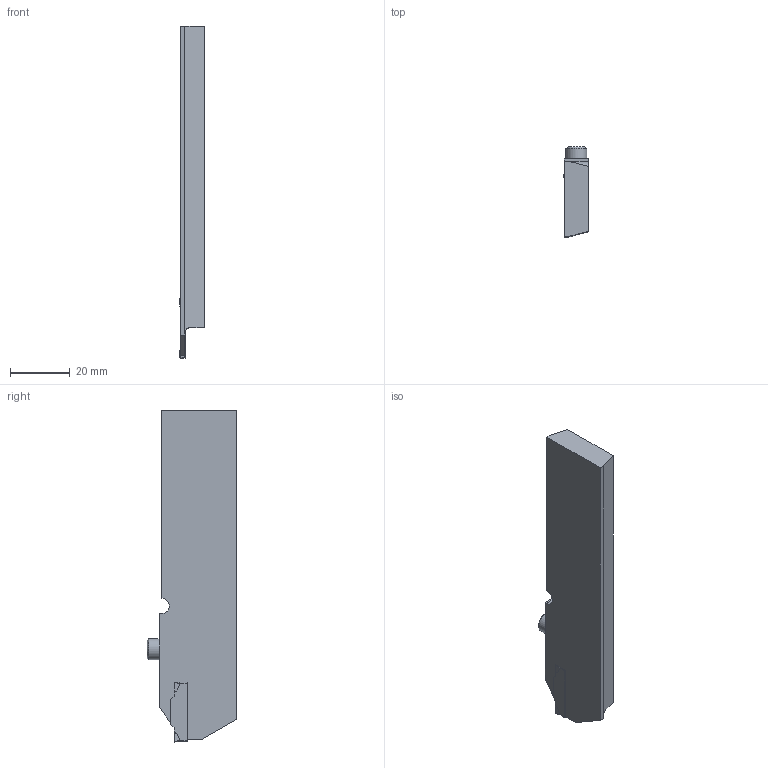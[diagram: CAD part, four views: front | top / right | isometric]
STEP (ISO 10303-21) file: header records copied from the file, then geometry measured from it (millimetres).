
FILE_DESCRIPTION(/* description */ (''),/* implementation_level */ '2;1');
FILE_NAME(/* name */ '1548395561584.stp',/* time_stamp */ '2019-01-25T11:23:06+06:00',/* author */ (''),/* organization */ ('SMS'),/* preprocessor_version */ 'ST-DEVELOPER v15',/* originating_system */ 'SIEMENS PLM Software NX 8.5',/* authorisation */ '');
FILE_SCHEMA (('AUTOMOTIVE_DESIGN { 1 0 10303 214 3 1 1 1 }'));
Length unit declared in the file: millimetre
Products named in the file (4): 201701806mod000_00; 201539460mod000_00; ASSEMBLY_CONSTRUCTION; 201701804mod000_00
Assembly tree (3 placements, depth 2):
  201701804mod000_00
    ASSEMBLY_CONSTRUCTION
    201539460mod000_00
    201701806mod000_00
Bounding box: 8.25 x 30 x 110.8 mm (x, y, z)
Volume: 18518.2 mm3; surface area: 7361.5 mm2
Topology: 2 solids, 2 shells, 63 faces, 170 edges, 118 vertices
Faces by surface type: plane 44, cylinder 11, extrusion 6, torus 1, cone 1
Full cylindrical faces by diameter (mm): 7 x1
Entity records: 2311 total; most frequent: CARTESIAN_POINT 578, ORIENTED_EDGE 334, DIRECTION 318, EDGE_CURVE 167, VECTOR 126, LINE 120, VERTEX_POINT 111, AXIS2_PLACEMENT_3D 96
